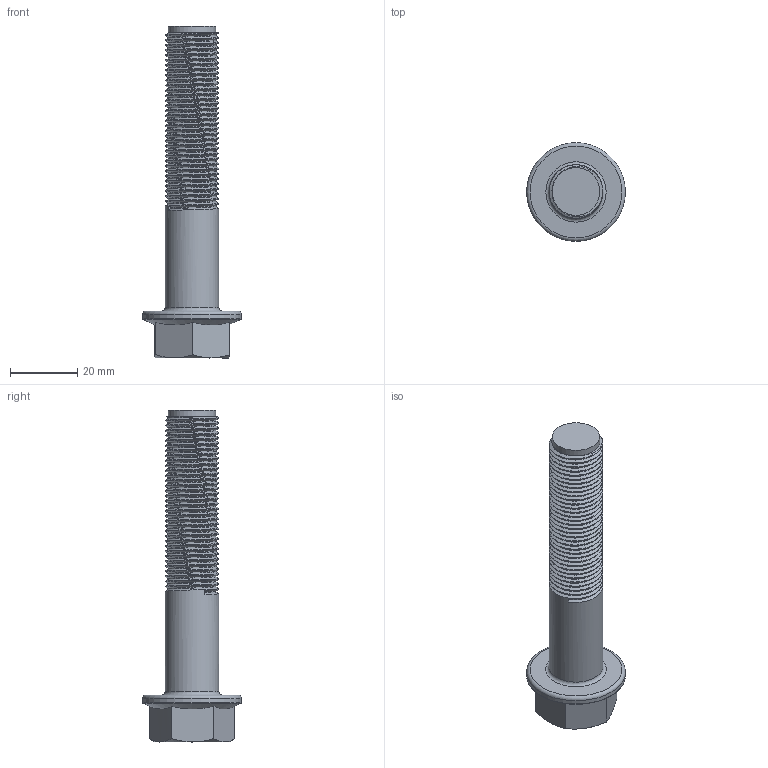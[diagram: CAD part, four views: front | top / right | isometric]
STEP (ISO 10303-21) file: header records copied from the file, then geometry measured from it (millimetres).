
FILE_DESCRIPTION(/* description */ (''),/* implementation_level */ '2;1');
FILE_NAME(/* name */ 'BYDS00273677_001-CADBOM分支_1_stp-v9.stp',/* time_stamp */ '2024-06-18T09:42:16+08:00',/* author */ (''),/* organization */ (''),/* preprocessor_version */ 'ST-DEVELOPER v16.7',/* originating_system */ 'SIEMENS PLM Software NX 1946',/* authorisation */ '');
FILE_SCHEMA (('AUTOMOTIVE_DESIGN { 1 0 10303 214 3 1 1 1 }'));
Length unit declared in the file: millimetre
Products named in the file (1): haop556879829a04
Bounding box: 29.5 x 29.5 x 99 mm (x, y, z)
Surface area: 6879.5 mm2 (no closed solid volume)
Topology: 0 solids, 1 shells, 63 faces, 170 edges, 111 vertices
Faces by surface type: cylinder 39, plane 12, cone 7, torus 3, bspline 2
Full cylindrical faces by diameter (mm): 14.2 x1, 16 x35, 18 x1, 29.5 x1
Entity records: 5928 total; most frequent: CARTESIAN_POINT 5352, ORIENTED_EDGE 104, DIRECTION 102, EDGE_CURVE 52, AXIS2_PLACEMENT_3D 46, EDGE_LOOP 40, VERTEX_POINT 36, ADVANCED_FACE 29
